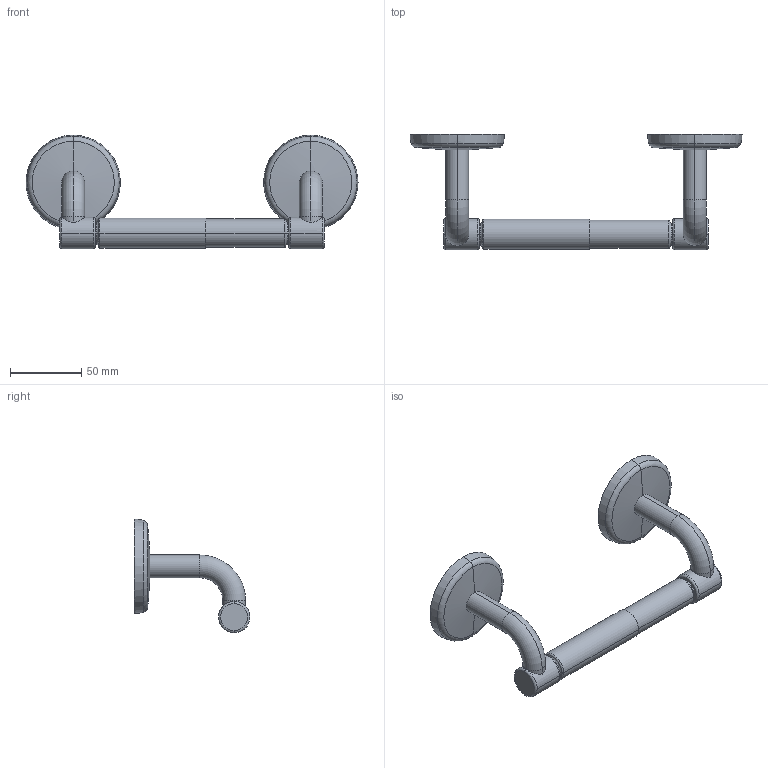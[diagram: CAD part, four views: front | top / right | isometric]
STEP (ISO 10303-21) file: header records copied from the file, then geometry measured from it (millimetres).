
FILE_DESCRIPTION((''),'2;1');
FILE_NAME('0308_WEB','2010-09-28T',('project'),(''),'PRO/ENGINEER BY PARAMETRIC TECHNOLOGY CORPORATION, 2009300','PRO/ENGINEER BY PARAMETRIC TECHNOLOGY CORPORATION, 2009300','');
FILE_SCHEMA(('CONFIG_CONTROL_DESIGN'));
Length unit declared in the file: inch
Products named in the file (1): 0308_WEB
Bounding box: 232.22 x 81 x 79.51 mm (x, y, z)
Volume: 130825.7 mm3; surface area: 47767.3 mm2
Topology: 5 solids, 5 shells, 93 faces, 200 edges, 114 vertices
Faces by surface type: cylinder 32, torus 24, plane 13, sphere 8, cone 8, bspline 4, revolution 4
Entity records: 2763 total; most frequent: CARTESIAN_POINT 680, DIRECTION 494, ORIENTED_EDGE 384, AXIS2_PLACEMENT_3D 225, EDGE_CURVE 192, CIRCLE 140, VERTEX_POINT 114, EDGE_LOOP 98
